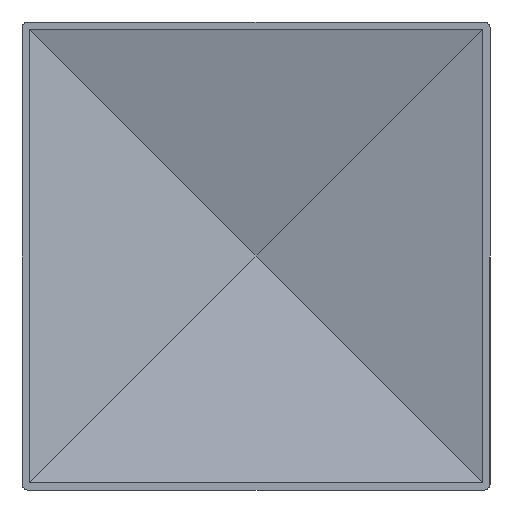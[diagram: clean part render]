
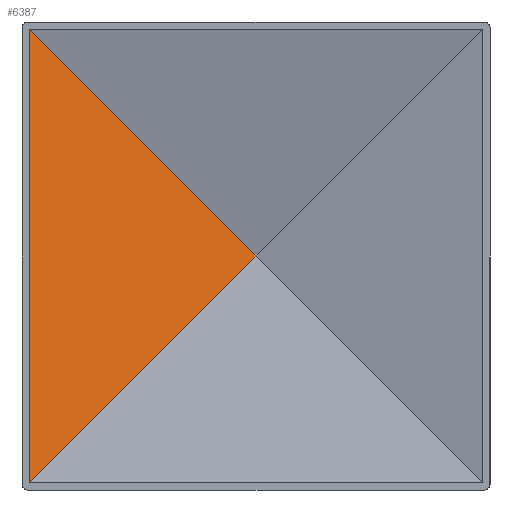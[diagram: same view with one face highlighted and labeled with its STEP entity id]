
A CAD part, front view. The second image highlights one B-rep face of the part: STEP entity #6387.
In plain terms, the highlighted planar face has unit normal (0.261, -0.965, 0).
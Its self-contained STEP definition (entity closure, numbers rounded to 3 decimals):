
#48 = VECTOR ( 'NONE', #10902, 1000. ) ;
#225 = VECTOR ( 'NONE', #2777, 1000. ) ;
#969 = VERTEX_POINT ( 'NONE', #6301 ) ;
#1100 = CARTESIAN_POINT ( 'NONE',  ( -33.276, 14.981, -33.276 ) ) ;
#1300 = CARTESIAN_POINT ( 'NONE',  ( -60.5, 7.617, 60.5 ) ) ;
#1723 = PLANE ( 'NONE',  #9578 ) ;
#1909 = LINE ( 'NONE', #3387, #48 ) ;
#2093 = VERTEX_POINT ( 'NONE', #3924 ) ;
#2581 = DIRECTION ( 'NONE',  ( -0.965, -0.261, 0. ) ) ;
#2777 = DIRECTION ( 'NONE',  ( -0.695, -0.188, -0.695 ) ) ;
#2821 = EDGE_CURVE ( 'NONE', #969, #4020, #1909, .T. ) ;
#2994 = CARTESIAN_POINT ( 'NONE',  ( 27.018, 31.29, -27.018 ) ) ;
#3039 = DIRECTION ( 'NONE',  ( -0.695, -0.188, 0.695 ) ) ;
#3329 = EDGE_CURVE ( 'NONE', #2093, #4020, #8706, .T. ) ;
#3387 = CARTESIAN_POINT ( 'NONE',  ( -60.5, 7.617, -62.5 ) ) ;
#3924 = CARTESIAN_POINT ( 'NONE',  ( 0., 23.982, 0. ) ) ;
#4020 = VERTEX_POINT ( 'NONE', #1300 ) ;
#5008 = FACE_OUTER_BOUND ( 'NONE', #7830, .T. ) ;
#6301 = CARTESIAN_POINT ( 'NONE',  ( -60.5, 7.617, -60.5 ) ) ;
#6387 = ADVANCED_FACE ( 'NONE', ( #5008 ), #1723, .F. ) ;
#6615 = EDGE_CURVE ( 'NONE', #2093, #969, #10448, .T. ) ;
#6832 = ORIENTED_EDGE ( 'NONE', *, *, #2821, .F. ) ;
#6906 = CARTESIAN_POINT ( 'NONE',  ( -6.045, 22.347, -62.5 ) ) ;
#7830 = EDGE_LOOP ( 'NONE', ( #8019, #6832, #8541 ) ) ;
#8019 = ORIENTED_EDGE ( 'NONE', *, *, #3329, .T. ) ;
#8541 = ORIENTED_EDGE ( 'NONE', *, *, #6615, .F. ) ;
#8706 = LINE ( 'NONE', #2994, #10573 ) ;
#9578 = AXIS2_PLACEMENT_3D ( 'NONE', #6906, #10169, #2581 ) ;
#10169 = DIRECTION ( 'NONE',  ( -0.261, 0.965, 0. ) ) ;
#10448 = LINE ( 'NONE', #1100, #225 ) ;
#10573 = VECTOR ( 'NONE', #3039, 1000. ) ;
#10902 = DIRECTION ( 'NONE',  ( 0., 0., 1. ) ) ;
